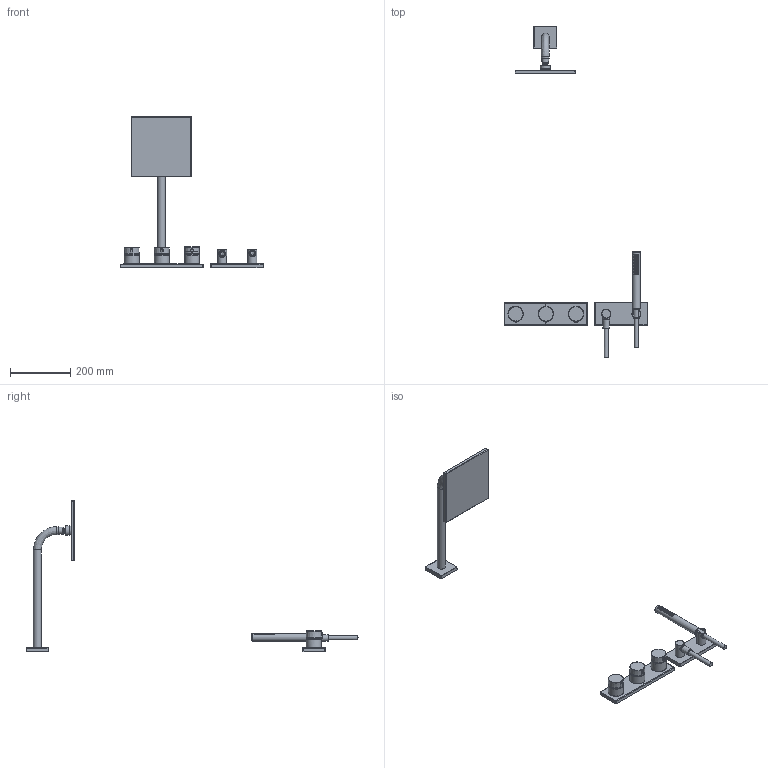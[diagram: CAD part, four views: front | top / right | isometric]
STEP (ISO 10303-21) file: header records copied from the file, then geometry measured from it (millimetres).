
FILE_DESCRIPTION (( 'STEP AP203' ), '1' );
FILE_NAME ('2273+44870171.STEP', '2017-03-09T05:46:01', ( '' ), ( '' ), 'SwSTEP 2.0', 'SolidWorks 2016', '' );
FILE_SCHEMA (( 'CONFIG_CONTROL_DESIGN' ));
Length unit declared in the file: millimetre
Products named in the file (1): 2273+44870171
Bounding box: 474.43 x 1098.47 x 499.7 mm (x, y, z)
Volume: 1568086.5 mm3; surface area: 319214.7 mm2
Topology: 10 solids, 10 shells, 277 faces, 540 edges, 358 vertices
Faces by surface type: cylinder 111, plane 66, bspline 66, torus 14, cone 12, sphere 8
Full cylindrical faces by diameter (mm): 14 x2, 17.2 x1, 20.96 x1, 21 x2, 22.8 x1, 25 x1, 26 x3, 30 x2, 31.6 x1, 32 x1, 46 x2, 48.4 x1, 49 x2, 50 x3
Entity records: 14417 total; most frequent: CARTESIAN_POINT 9656, ORIENTED_EDGE 912, DIRECTION 768, EDGE_CURVE 456, EDGE_LOOP 404, AXIS2_PLACEMENT_3D 333, VERTEX_POINT 328, FACE_OUTER_BOUND 315
